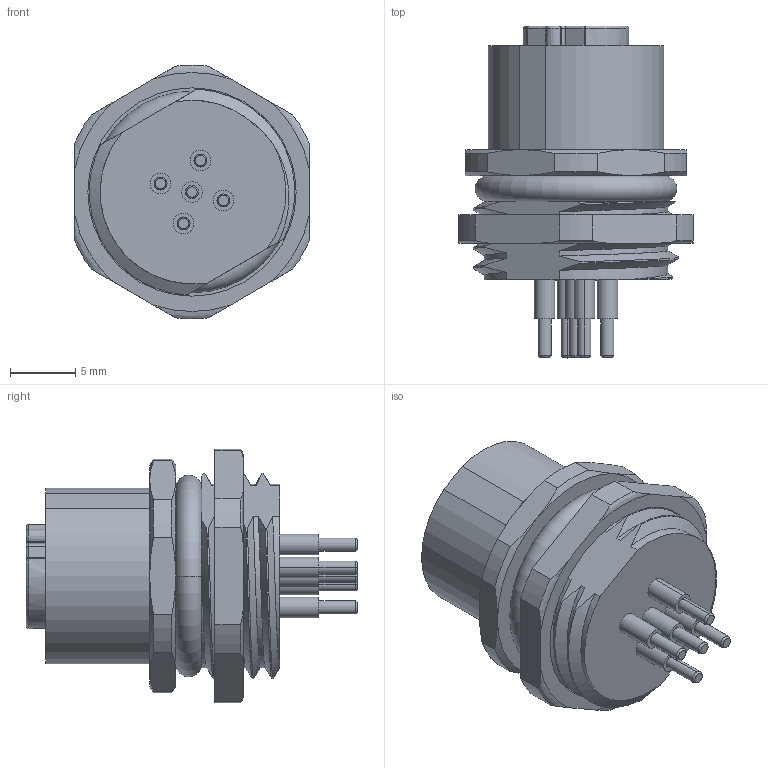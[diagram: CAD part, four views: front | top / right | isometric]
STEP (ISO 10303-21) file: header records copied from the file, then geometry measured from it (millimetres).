
FILE_DESCRIPTION((''),'2;1');
FILE_NAME('PRT0002','2021-01-04T',('zh.su'),(''),'PRO/ENGINEER BY PARAMETRIC TECHNOLOGY CORPORATION, 2012480','PRO/ENGINEER BY PARAMETRIC TECHNOLOGY CORPORATION, 2012480','');
FILE_SCHEMA(('CONFIG_CONTROL_DESIGN'));
Length unit declared in the file: millimetre
Products named in the file (1): PRT0002
Bounding box: 18 x 25.5 x 19.48 mm (x, y, z)
Volume: 2825.5 mm3; surface area: 3222.8 mm2
Topology: 2 solids, 7 shells, 461 faces, 1168 edges, 739 vertices
Faces by surface type: plane 131, cone 129, cylinder 89, extrusion 43, bspline 42, torus 25, sphere 2
Entity records: 19461 total; most frequent: CARTESIAN_POINT 8887, ORIENTED_EDGE 2316, DIRECTION 1970, EDGE_CURVE 1158, AXIS2_PLACEMENT_3D 755, VERTEX_POINT 739, EDGE_LOOP 505, FACE_OUTER_BOUND 461
